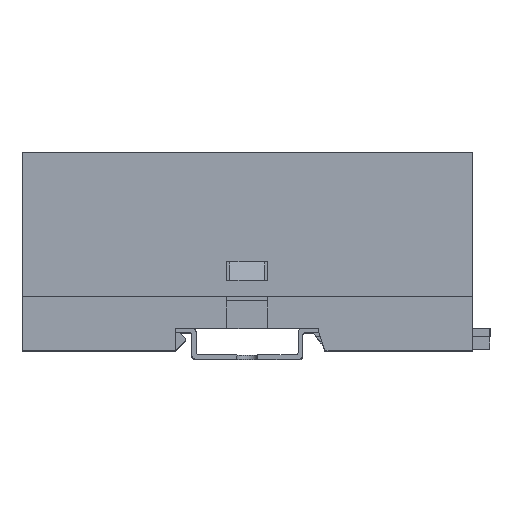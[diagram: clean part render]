
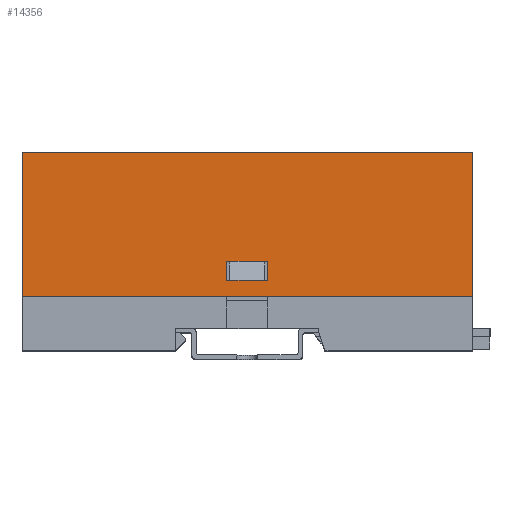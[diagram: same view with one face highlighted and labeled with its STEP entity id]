
A CAD part, top view. The second image highlights one B-rep face of the part: STEP entity #14356.
In plain terms, the highlighted face is planar.
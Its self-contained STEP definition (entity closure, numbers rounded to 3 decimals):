
#200 = DIRECTION ( 'NONE',  ( 0., -1., 0. ) ) ;
#356 = ORIENTED_EDGE ( 'NONE', *, *, #427, .F. ) ;
#427 = EDGE_CURVE ( 'NONE', #16330, #11003, #14346, .T. ) ;
#553 = ORIENTED_EDGE ( 'NONE', *, *, #14062, .F. ) ;
#830 = VECTOR ( 'NONE', #13019, 1000. ) ;
#941 = VECTOR ( 'NONE', #1553, 1000. ) ;
#1208 = CARTESIAN_POINT ( 'NONE',  ( -55., 0., -35. ) ) ;
#1237 = VECTOR ( 'NONE', #8426, 1000. ) ;
#1372 = LINE ( 'NONE', #1208, #11786 ) ;
#1376 = CARTESIAN_POINT ( 'NONE',  ( 5., 8.7, -35. ) ) ;
#1446 = VECTOR ( 'NONE', #16834, 1000. ) ;
#1553 = DIRECTION ( 'NONE',  ( -1., 0., 0. ) ) ;
#1569 = VERTEX_POINT ( 'NONE', #1376 ) ;
#2072 = EDGE_CURVE ( 'NONE', #3034, #1569, #18750, .T. ) ;
#2289 = LINE ( 'NONE', #14382, #941 ) ;
#2317 = LINE ( 'NONE', #13227, #14984 ) ;
#2406 = VERTEX_POINT ( 'NONE', #14905 ) ;
#2431 = ORIENTED_EDGE ( 'NONE', *, *, #14648, .F. ) ;
#2917 = DIRECTION ( 'NONE',  ( 0., -1., 0. ) ) ;
#3034 = VERTEX_POINT ( 'NONE', #4286 ) ;
#3081 = ORIENTED_EDGE ( 'NONE', *, *, #18628, .T. ) ;
#3467 = EDGE_CURVE ( 'NONE', #16330, #8369, #4426, .T. ) ;
#3483 = CARTESIAN_POINT ( 'NONE',  ( -55., 35.3, -35. ) ) ;
#3747 = DIRECTION ( 'NONE',  ( 0., 0., 1. ) ) ;
#3765 = EDGE_LOOP ( 'NONE', ( #7645, #6966, #553, #8223 ) ) ;
#4094 = CARTESIAN_POINT ( 'NONE',  ( 55., 0., -35. ) ) ;
#4286 = CARTESIAN_POINT ( 'NONE',  ( -5., 8.7, -35. ) ) ;
#4426 = LINE ( 'NONE', #5573, #1237 ) ;
#5314 = DIRECTION ( 'NONE',  ( 1., 0., 0. ) ) ;
#5420 = EDGE_CURVE ( 'NONE', #1569, #16433, #2317, .T. ) ;
#5573 = CARTESIAN_POINT ( 'NONE',  ( 55., 35.3, -35. ) ) ;
#5892 = CARTESIAN_POINT ( 'NONE',  ( 55., 35.3, -35. ) ) ;
#6264 = CARTESIAN_POINT ( 'NONE',  ( 5., 8.7, -35. ) ) ;
#6286 = CARTESIAN_POINT ( 'NONE',  ( 5., 4., -35. ) ) ;
#6419 = CARTESIAN_POINT ( 'NONE',  ( -55., 35.3, -35. ) ) ;
#6966 = ORIENTED_EDGE ( 'NONE', *, *, #17486, .F. ) ;
#7362 = VERTEX_POINT ( 'NONE', #8631 ) ;
#7645 = ORIENTED_EDGE ( 'NONE', *, *, #2072, .F. ) ;
#7816 = PLANE ( 'NONE',  #11936 ) ;
#8207 = ORIENTED_EDGE ( 'NONE', *, *, #3467, .T. ) ;
#8223 = ORIENTED_EDGE ( 'NONE', *, *, #5420, .F. ) ;
#8369 = VERTEX_POINT ( 'NONE', #4094 ) ;
#8426 = DIRECTION ( 'NONE',  ( 0., -1., 0. ) ) ;
#8606 = CARTESIAN_POINT ( 'NONE',  ( -5., 4., -35. ) ) ;
#8631 = CARTESIAN_POINT ( 'NONE',  ( -5., 4., -35. ) ) ;
#8674 = CARTESIAN_POINT ( 'NONE',  ( -55., 35.3, -35. ) ) ;
#10220 = FACE_OUTER_BOUND ( 'NONE', #10553, .T. ) ;
#10553 = EDGE_LOOP ( 'NONE', ( #3081, #2431, #356, #8207 ) ) ;
#11003 = VERTEX_POINT ( 'NONE', #3483 ) ;
#11236 = VECTOR ( 'NONE', #16342, 1000. ) ;
#11786 = VECTOR ( 'NONE', #17186, 1000. ) ;
#11936 = AXIS2_PLACEMENT_3D ( 'NONE', #6419, #3747, #5314 ) ;
#13019 = DIRECTION ( 'NONE',  ( 0., 1., 0. ) ) ;
#13227 = CARTESIAN_POINT ( 'NONE',  ( 5., 4., -35. ) ) ;
#13688 = CARTESIAN_POINT ( 'NONE',  ( -55., 35.3, -35. ) ) ;
#13713 = LINE ( 'NONE', #8606, #830 ) ;
#13826 = LINE ( 'NONE', #8674, #15858 ) ;
#14062 = EDGE_CURVE ( 'NONE', #16433, #7362, #2289, .T. ) ;
#14346 = LINE ( 'NONE', #13688, #1446 ) ;
#14356 = ADVANCED_FACE ( 'NONE', ( #17467, #10220 ), #7816, .F. ) ;
#14382 = CARTESIAN_POINT ( 'NONE',  ( 5., 4., -35. ) ) ;
#14648 = EDGE_CURVE ( 'NONE', #11003, #2406, #13826, .T. ) ;
#14905 = CARTESIAN_POINT ( 'NONE',  ( -55., 0., -35. ) ) ;
#14984 = VECTOR ( 'NONE', #200, 1000. ) ;
#15858 = VECTOR ( 'NONE', #2917, 1000. ) ;
#16330 = VERTEX_POINT ( 'NONE', #5892 ) ;
#16342 = DIRECTION ( 'NONE',  ( 1., 0., 0. ) ) ;
#16433 = VERTEX_POINT ( 'NONE', #6286 ) ;
#16834 = DIRECTION ( 'NONE',  ( -1., 0., 0. ) ) ;
#17186 = DIRECTION ( 'NONE',  ( -1., 0., 0. ) ) ;
#17467 = FACE_BOUND ( 'NONE', #3765, .T. ) ;
#17486 = EDGE_CURVE ( 'NONE', #7362, #3034, #13713, .T. ) ;
#18628 = EDGE_CURVE ( 'NONE', #8369, #2406, #1372, .T. ) ;
#18750 = LINE ( 'NONE', #6264, #11236 ) ;
